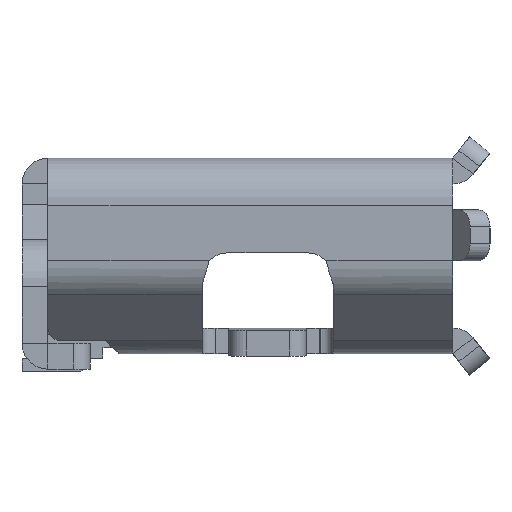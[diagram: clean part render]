
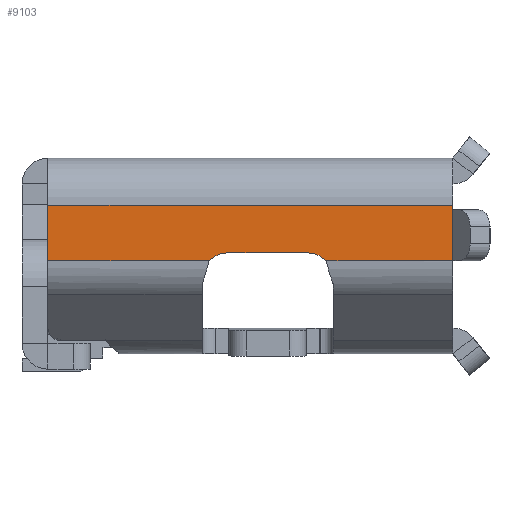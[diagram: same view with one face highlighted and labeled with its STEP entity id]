
A CAD part, left-side view. The second image highlights one B-rep face of the part: STEP entity #9103.
In plain terms, the highlighted planar face has unit normal (-1, 0, 0).
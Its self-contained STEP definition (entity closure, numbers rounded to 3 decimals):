
#192=CIRCLE('',#9733,0.3);
#193=CIRCLE('',#9734,0.3);
#632=FACE_OUTER_BOUND('',#1148,.T.);
#1148=EDGE_LOOP('',(#6940,#6941,#6942,#6943,#6944,#6945,#6946,#6947,#6948,
#6949));
#2004=LINE('',#14015,#3078);
#2005=LINE('',#14017,#3079);
#2006=LINE('',#14019,#3080);
#2007=LINE('',#14021,#3081);
#2008=LINE('',#14023,#3082);
#2009=LINE('',#14025,#3083);
#2010=LINE('',#14027,#3084);
#2011=LINE('',#14031,#3085);
#3078=VECTOR('',#11278,10.);
#3079=VECTOR('',#11279,10.);
#3080=VECTOR('',#11280,10.);
#3081=VECTOR('',#11281,10.);
#3082=VECTOR('',#11282,10.);
#3083=VECTOR('',#11283,10.);
#3084=VECTOR('',#11284,10.);
#3085=VECTOR('',#11287,10.);
#4072=VERTEX_POINT('',#14013);
#4073=VERTEX_POINT('',#14014);
#4074=VERTEX_POINT('',#14016);
#4075=VERTEX_POINT('',#14018);
#4076=VERTEX_POINT('',#14020);
#4077=VERTEX_POINT('',#14022);
#4078=VERTEX_POINT('',#14024);
#4079=VERTEX_POINT('',#14026);
#4080=VERTEX_POINT('',#14028);
#4081=VERTEX_POINT('',#14030);
#5092=EDGE_CURVE('',#4072,#4073,#2004,.T.);
#5093=EDGE_CURVE('',#4073,#4074,#2005,.T.);
#5094=EDGE_CURVE('',#4074,#4075,#2006,.T.);
#5095=EDGE_CURVE('',#4075,#4076,#2007,.T.);
#5096=EDGE_CURVE('',#4076,#4077,#2008,.T.);
#5097=EDGE_CURVE('',#4077,#4078,#2009,.T.);
#5098=EDGE_CURVE('',#4078,#4079,#2010,.T.);
#5099=EDGE_CURVE('',#4079,#4080,#192,.T.);
#5100=EDGE_CURVE('',#4080,#4081,#2011,.T.);
#5101=EDGE_CURVE('',#4081,#4072,#193,.T.);
#6940=ORIENTED_EDGE('',*,*,#5092,.T.);
#6941=ORIENTED_EDGE('',*,*,#5093,.T.);
#6942=ORIENTED_EDGE('',*,*,#5094,.T.);
#6943=ORIENTED_EDGE('',*,*,#5095,.T.);
#6944=ORIENTED_EDGE('',*,*,#5096,.T.);
#6945=ORIENTED_EDGE('',*,*,#5097,.T.);
#6946=ORIENTED_EDGE('',*,*,#5098,.T.);
#6947=ORIENTED_EDGE('',*,*,#5099,.T.);
#6948=ORIENTED_EDGE('',*,*,#5100,.T.);
#6949=ORIENTED_EDGE('',*,*,#5101,.T.);
#8690=PLANE('',#9732);
#9103=ADVANCED_FACE('',(#632),#8690,.T.);
#9732=AXIS2_PLACEMENT_3D('',#14012,#11276,#11277);
#9733=AXIS2_PLACEMENT_3D('',#14029,#11285,#11286);
#9734=AXIS2_PLACEMENT_3D('',#14032,#11288,#11289);
#11276=DIRECTION('center_axis',(-1.,0.,0.));
#11277=DIRECTION('ref_axis',(0.,1.,0.));
#11278=DIRECTION('',(0.,-1.,0.));
#11279=DIRECTION('',(0.,0.,1.));
#11280=DIRECTION('',(0.,1.,0.));
#11281=DIRECTION('',(0.,0.,1.));
#11282=DIRECTION('',(0.,1.,0.));
#11283=DIRECTION('',(0.,0.,-1.));
#11284=DIRECTION('',(0.,-1.,0.));
#11285=DIRECTION('center_axis',(1.,0.,0.));
#11286=DIRECTION('ref_axis',(0.,0.,
1.));
#11287=DIRECTION('',(0.,-1.,0.));
#11288=DIRECTION('center_axis',(1.,0.,0.));
#11289=DIRECTION('ref_axis',(0.,-0.723,0.69));
#14012=CARTESIAN_POINT('Origin',(28.75,4.101,2.222));
#14013=CARTESIAN_POINT('',(28.75,0.403,2.887));
#14014=CARTESIAN_POINT('',(28.75,-1.071,2.887));
#14015=CARTESIAN_POINT('',(28.75,0.403,2.887));
#14016=CARTESIAN_POINT('',(28.75,-1.071,3.48));
#14017=CARTESIAN_POINT('',(28.75,-1.071,2.887));
#14018=CARTESIAN_POINT('',(28.75,-1.07,3.48));
#14019=CARTESIAN_POINT('',(28.75,-1.071,3.48));
#14020=CARTESIAN_POINT('',(28.75,-1.07,3.53));
#14021=CARTESIAN_POINT('',(28.75,-1.07,3.48));
#14022=CARTESIAN_POINT('',(28.75,3.63,3.53));
#14023=CARTESIAN_POINT('',(28.75,-1.07,3.53));
#14024=CARTESIAN_POINT('',(28.75,3.63,2.887));
#14025=CARTESIAN_POINT('',(28.75,3.63,3.53));
#14026=CARTESIAN_POINT('',(28.75,1.757,2.887));
#14027=CARTESIAN_POINT('',(28.75,3.63,2.887));
#14028=CARTESIAN_POINT('',(28.75,1.54,2.98));
#14029=CARTESIAN_POINT('Origin',(28.75,1.54,2.68));
#14030=CARTESIAN_POINT('',(28.75,0.62,2.98));
#14031=CARTESIAN_POINT('',(28.75,1.54,2.98));
#14032=CARTESIAN_POINT('Origin',(28.75,0.62,2.68));
